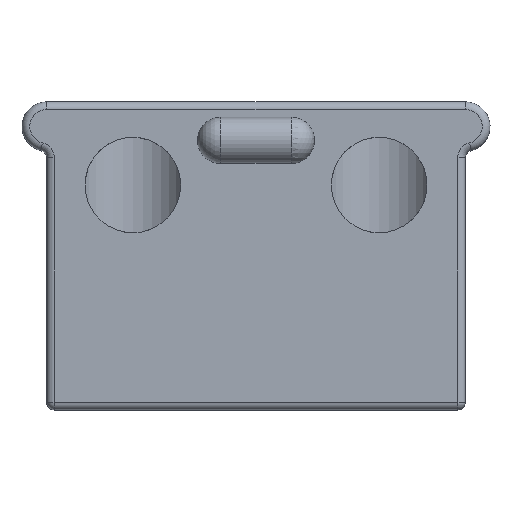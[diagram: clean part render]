
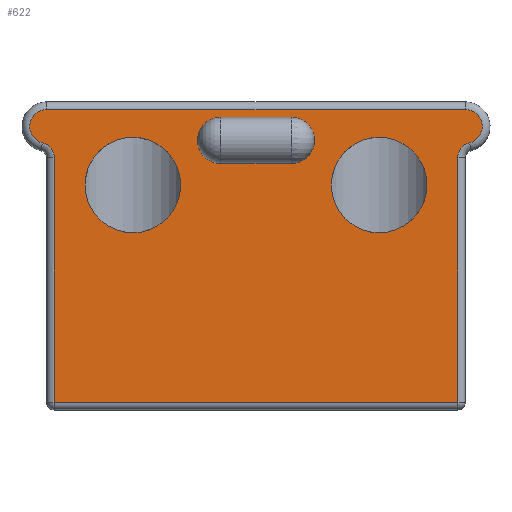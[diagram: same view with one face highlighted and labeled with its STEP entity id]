
A CAD part, top view. The second image highlights one B-rep face of the part: STEP entity #622.
In plain terms, the highlighted planar face has unit normal (0, 0, 1).
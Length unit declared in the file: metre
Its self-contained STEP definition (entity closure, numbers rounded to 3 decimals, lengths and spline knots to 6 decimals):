
#52=LINE('',#1024,#82);
#53=LINE('',#1029,#83);
#54=LINE('',#1037,#84);
#55=LINE('',#1043,#85);
#56=LINE('',#1045,#86);
#57=LINE('',#1047,#87);
#82=VECTOR('',#790,1.);
#83=VECTOR('',#793,1.);
#84=VECTOR('',#800,1.);
#85=VECTOR('',#805,1.);
#86=VECTOR('',#806,1.);
#87=VECTOR('',#807,1.);
#112=ORIENTED_EDGE('',*,*,#290,.F.);
#113=ORIENTED_EDGE('',*,*,#291,.F.);
#114=ORIENTED_EDGE('',*,*,#292,.T.);
#115=ORIENTED_EDGE('',*,*,#293,.T.);
#116=ORIENTED_EDGE('',*,*,#294,.F.);
#117=ORIENTED_EDGE('',*,*,#295,.T.);
#118=ORIENTED_EDGE('',*,*,#296,.F.);
#119=ORIENTED_EDGE('',*,*,#297,.T.);
#120=ORIENTED_EDGE('',*,*,#298,.T.);
#121=ORIENTED_EDGE('',*,*,#299,.T.);
#122=ORIENTED_EDGE('',*,*,#300,.F.);
#123=ORIENTED_EDGE('',*,*,#301,.T.);
#124=ORIENTED_EDGE('',*,*,#302,.T.);
#125=ORIENTED_EDGE('',*,*,#303,.T.);
#290=EDGE_CURVE('',#379,#379,#434,.T.);
#291=EDGE_CURVE('',#380,#380,#435,.T.);
#292=EDGE_CURVE('',#381,#382,#52,.T.);
#293=EDGE_CURVE('',#382,#383,#436,.F.);
#294=EDGE_CURVE('',#384,#383,#53,.T.);
#295=EDGE_CURVE('',#384,#381,#437,.F.);
#296=EDGE_CURVE('',#385,#386,#438,.T.);
#297=EDGE_CURVE('',#385,#387,#439,.T.);
#298=EDGE_CURVE('',#387,#388,#54,.F.);
#299=EDGE_CURVE('',#388,#389,#440,.T.);
#300=EDGE_CURVE('',#390,#389,#441,.T.);
#301=EDGE_CURVE('',#390,#391,#55,.F.);
#302=EDGE_CURVE('',#391,#392,#56,.T.);
#303=EDGE_CURVE('',#392,#386,#57,.T.);
#379=VERTEX_POINT('',#1021);
#380=VERTEX_POINT('',#1023);
#381=VERTEX_POINT('',#1025);
#382=VERTEX_POINT('',#1026);
#383=VERTEX_POINT('',#1028);
#384=VERTEX_POINT('',#1030);
#385=VERTEX_POINT('',#1033);
#386=VERTEX_POINT('',#1034);
#387=VERTEX_POINT('',#1036);
#388=VERTEX_POINT('',#1038);
#389=VERTEX_POINT('',#1040);
#390=VERTEX_POINT('',#1042);
#391=VERTEX_POINT('',#1044);
#392=VERTEX_POINT('',#1046);
#434=CIRCLE('',#681,0.00155);
#435=CIRCLE('',#682,0.00155);
#436=CIRCLE('',#683,0.00075);
#437=CIRCLE('',#684,0.00075);
#438=CIRCLE('',#685,0.0005);
#439=CIRCLE('',#686,0.00055);
#440=CIRCLE('',#687,0.00055);
#441=CIRCLE('',#688,0.0005);
#491=EDGE_LOOP('',(#112));
#492=EDGE_LOOP('',(#113));
#493=EDGE_LOOP('',(#114,#115,#116,#117));
#494=EDGE_LOOP('',(#118,#119,#120,#121,#122,#123,#124,#125));
#553=FACE_BOUND('',#491,.T.);
#554=FACE_BOUND('',#492,.T.);
#555=FACE_BOUND('',#493,.T.);
#556=FACE_BOUND('',#494,.T.);
#615=PLANE('',#680);
#622=ADVANCED_FACE('',(#553,#554,#555,#556),#615,.T.);
#680=AXIS2_PLACEMENT_3D('',#1019,#784,#785);
#681=AXIS2_PLACEMENT_3D('',#1020,#786,#787);
#682=AXIS2_PLACEMENT_3D('',#1022,#788,#789);
#683=AXIS2_PLACEMENT_3D('',#1027,#791,#792);
#684=AXIS2_PLACEMENT_3D('',#1031,#794,#795);
#685=AXIS2_PLACEMENT_3D('',#1032,#796,#797);
#686=AXIS2_PLACEMENT_3D('',#1035,#798,#799);
#687=AXIS2_PLACEMENT_3D('',#1039,#801,#802);
#688=AXIS2_PLACEMENT_3D('',#1041,#803,#804);
#784=DIRECTION('',(0.,0.,1.));
#785=DIRECTION('',(1.,0.,0.));
#786=DIRECTION('',(0.,0.,1.));
#787=DIRECTION('',(1.,0.,0.));
#788=DIRECTION('',(0.,0.,1.));
#789=DIRECTION('',(1.,0.,0.));
#790=DIRECTION('',(-1.,0.,0.));
#791=DIRECTION('',(0.,0.,1.));
#792=DIRECTION('',(1.,0.,0.));
#793=DIRECTION('',(-1.,0.,0.));
#794=DIRECTION('',(0.,0.,1.));
#795=DIRECTION('',(1.,0.,0.));
#796=DIRECTION('',(0.,0.,1.));
#797=DIRECTION('',(1.,0.,0.));
#798=DIRECTION('',(0.,0.,1.));
#799=DIRECTION('',(1.,0.,0.));
#800=DIRECTION('',(1.,0.,0.));
#801=DIRECTION('',(0.,0.,1.));
#802=DIRECTION('',(1.,0.,0.));
#803=DIRECTION('',(0.,0.,1.));
#804=DIRECTION('',(1.,0.,0.));
#805=DIRECTION('',(0.,1.,0.));
#806=DIRECTION('',(1.,0.,0.));
#807=DIRECTION('',(0.,1.,0.));
#1019=CARTESIAN_POINT('',(0.029,0.,0.003));
#1020=CARTESIAN_POINT('',(0.033,0.0023,0.003));
#1021=CARTESIAN_POINT('',(0.03455,0.0023,0.003));
#1022=CARTESIAN_POINT('',(0.025,0.0023,0.003));
#1023=CARTESIAN_POINT('',(0.02655,0.0023,0.003));
#1024=CARTESIAN_POINT('',(0.029,0.003,0.003));
#1025=CARTESIAN_POINT('',(0.03015,0.003,0.003));
#1026=CARTESIAN_POINT('',(0.02785,0.003,0.003));
#1027=CARTESIAN_POINT('',(0.02785,0.00375,0.003));
#1028=CARTESIAN_POINT('',(0.02785,0.0045,0.003));
#1029=CARTESIAN_POINT('',(0.029,0.0045,0.003));
#1030=CARTESIAN_POINT('',(0.03015,0.0045,0.003));
#1031=CARTESIAN_POINT('',(0.03015,0.00375,0.003));
#1032=CARTESIAN_POINT('',(0.03605,0.00318,0.003));
#1033=CARTESIAN_POINT('',(0.035931,0.003666,0.003));
#1034=CARTESIAN_POINT('',(0.03555,0.00318,0.003));
#1035=CARTESIAN_POINT('',(0.0358,0.0042,0.003));
#1036=CARTESIAN_POINT('',(0.0358,0.00475,0.003));
#1037=CARTESIAN_POINT('',(0.029,0.00475,0.003));
#1038=CARTESIAN_POINT('',(0.0222,0.00475,0.003));
#1039=CARTESIAN_POINT('',(0.0222,0.0042,0.003));
#1040=CARTESIAN_POINT('',(0.022069,0.003666,0.003));
#1041=CARTESIAN_POINT('',(0.02195,0.00318,0.003));
#1042=CARTESIAN_POINT('',(0.02245,0.00318,0.003));
#1043=CARTESIAN_POINT('',(0.02245,0.,0.003));
#1044=CARTESIAN_POINT('',(0.02245,-0.00475,0.003));
#1045=CARTESIAN_POINT('',(0.0358,-0.00475,0.003));
#1046=CARTESIAN_POINT('',(0.03555,-0.00475,0.003));
#1047=CARTESIAN_POINT('',(0.03555,0.0034,0.003));
